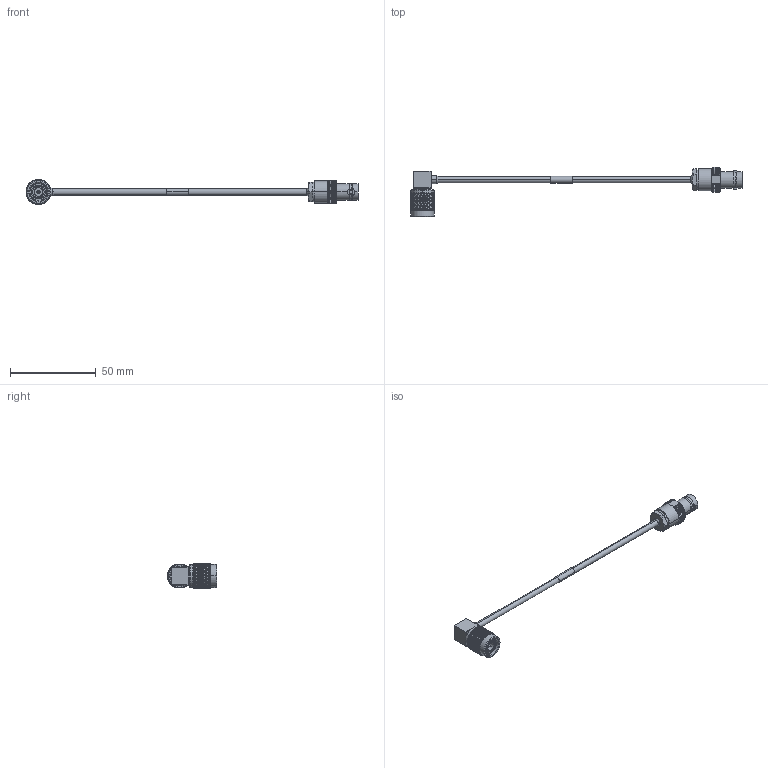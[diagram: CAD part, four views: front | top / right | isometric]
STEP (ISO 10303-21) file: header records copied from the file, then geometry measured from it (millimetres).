
FILE_DESCRIPTION (( 'STEP AP214' ), '1' );
FILE_NAME ('LCCA30461.step', '2020-05-02T09:17:36', ( '' ), ( '' ), 'SwSTEP 2.0', 'SolidWorks 2018', '' );
FILE_SCHEMA (( 'AUTOMOTIVE_DESIGN' ));
Length unit declared in the file: inch
Products named in the file (7): LCCN3040; LCCN3061; solder plug right^LCCA30461; 1AW01-003_.152 ID; LC141TB (141 FORMABLE); LCCA30461; solder plug left^LCCA30461
Assembly tree (6 placements, depth 2):
  LCCA30461
    LC141TB (141 FORMABLE)
    LCCN3061
    solder plug left^LCCA30461
    1AW01-003_.152 ID
    LCCN3040
    solder plug right^LCCA30461
Bounding box: 193.61 x 28.73 x 14.5 mm (x, y, z)
Volume: 7006.3 mm3; surface area: 6454.3 mm2
Topology: 7 solids, 7 shells, 3023 faces, 6457 edges, 3460 vertices
Faces by surface type: bspline 2005, cylinder 646, plane 211, cone 153, sphere 4, torus 4
Entity records: 112912 total; most frequent: CARTESIAN_POINT 70113, ORIENTED_EDGE 12914, EDGE_CURVE 6457, DIRECTION 3593, VERTEX_POINT 3460, EDGE_LOOP 3041, FACE_OUTER_BOUND 3023, ADVANCED_FACE 3023
